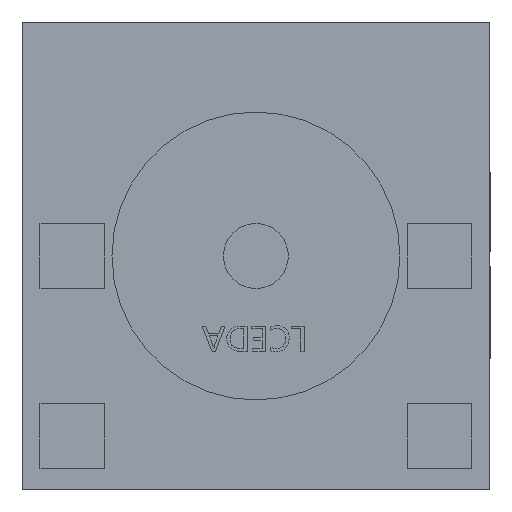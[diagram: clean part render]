
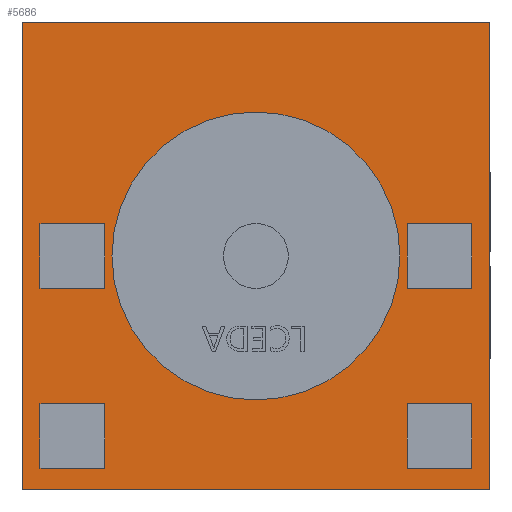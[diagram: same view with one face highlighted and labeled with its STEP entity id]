
A CAD part, left-side view. The second image highlights one B-rep face of the part: STEP entity #5686.
In plain terms, the highlighted planar face has unit normal (-1, 0, 0).
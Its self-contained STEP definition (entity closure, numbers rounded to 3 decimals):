
#223=FACE_BOUND('',#837,.T.);
#414=CIRCLE('',#6038,2.);
#523=FACE_OUTER_BOUND('',#836,.T.);
#836=EDGE_LOOP('',(#3831,#3832,#3833,#3834));
#837=EDGE_LOOP('',(#3835));
#1200=LINE('',#8617,#1737);
#1204=LINE('',#8625,#1741);
#1207=LINE('',#8631,#1744);
#1210=LINE('',#8636,#1747);
#1737=VECTOR('',#6555,1.);
#1741=VECTOR('',#6561,1.);
#1744=VECTOR('',#6566,1.);
#1747=VECTOR('',#6571,1.);
#2242=VERTEX_POINT('',#8183);
#2299=VERTEX_POINT('',#8615);
#2300=VERTEX_POINT('',#8616);
#2303=VERTEX_POINT('',#8624);
#2305=VERTEX_POINT('',#8630);
#2826=EDGE_CURVE('',#2242,#2242,#414,.T.);
#2887=EDGE_CURVE('',#2299,#2300,#1200,.T.);
#2891=EDGE_CURVE('',#2300,#2303,#1204,.T.);
#2894=EDGE_CURVE('',#2303,#2305,#1207,.T.);
#2897=EDGE_CURVE('',#2305,#2299,#1210,.T.);
#3831=ORIENTED_EDGE('',*,*,#2887,.F.);
#3832=ORIENTED_EDGE('',*,*,#2897,.F.);
#3833=ORIENTED_EDGE('',*,*,#2894,.F.);
#3834=ORIENTED_EDGE('',*,*,#2891,.F.);
#3835=ORIENTED_EDGE('',*,*,#2826,.F.);
#5164=PLANE('',#6056);
#5686=ADVANCED_FACE('',(#523,#223),#5164,.F.);
#6038=AXIS2_PLACEMENT_3D('',#8185,#6489,#6490);
#6056=AXIS2_PLACEMENT_3D('',#8639,#6575,#6576);
#6489=DIRECTION('center_axis',(-1.,0.,0.));
#6490=DIRECTION('ref_axis',(0.,0.,-1.));
#6555=DIRECTION('',(0.,-1.,0.));
#6561=DIRECTION('',(0.,0.,-1.));
#6566=DIRECTION('',(0.,1.,0.));
#6571=DIRECTION('',(0.,0.,1.));
#6575=DIRECTION('center_axis',(1.,0.,0.));
#6576=DIRECTION('ref_axis',(0.,0.,1.));
#8183=CARTESIAN_POINT('',(3.2,0.,2.45));
#8185=CARTESIAN_POINT('Origin',(3.2,0.,0.45));
#8615=CARTESIAN_POINT('',(3.2,3.25,3.7));
#8616=CARTESIAN_POINT('',(3.2,-3.25,3.7));
#8617=CARTESIAN_POINT('',(3.2,-3.25,3.7));
#8624=CARTESIAN_POINT('',(3.2,-3.25,-2.8));
#8625=CARTESIAN_POINT('',(3.2,-3.25,-2.8));
#8630=CARTESIAN_POINT('',(3.2,3.25,-2.8));
#8631=CARTESIAN_POINT('',(3.2,-3.25,-2.8));
#8636=CARTESIAN_POINT('',(3.2,3.25,-2.8));
#8639=CARTESIAN_POINT('Origin',(3.2,0.,0.45));
